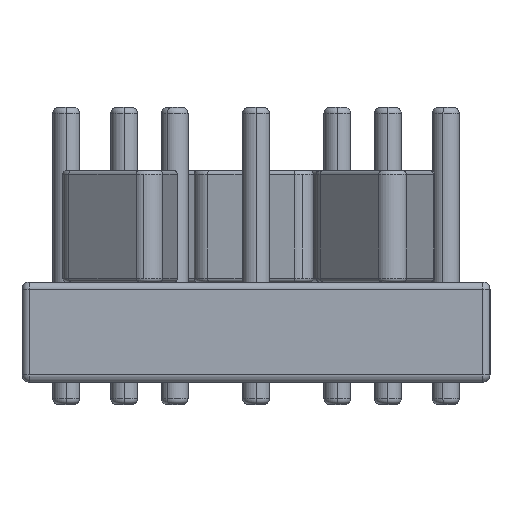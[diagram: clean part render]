
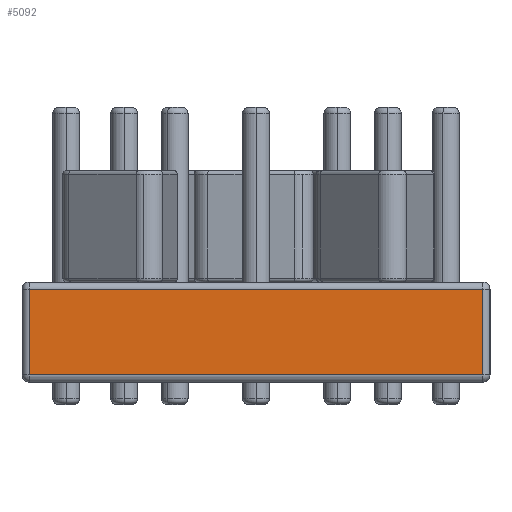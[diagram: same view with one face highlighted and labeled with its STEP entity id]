
A CAD part, left-side view. The second image highlights one B-rep face of the part: STEP entity #5092.
In plain terms, the highlighted planar face has unit normal (-1, 0, 0).
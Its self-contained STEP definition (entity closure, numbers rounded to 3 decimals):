
#39 = CARTESIAN_POINT ( 'NONE',  ( -50.7, -30.5, 13.5 ) ) ;
#246 = EDGE_CURVE ( 'NONE', #5104, #2025, #2475, .T. ) ;
#280 = DIRECTION ( 'NONE',  ( 1., 0., 0. ) ) ;
#496 = ORIENTED_EDGE ( 'NONE', *, *, #246, .T. ) ;
#599 = EDGE_CURVE ( 'NONE', #1053, #5104, #4877, .T. ) ;
#714 = CARTESIAN_POINT ( 'NONE',  ( -50.7, 31.5, 13.5 ) ) ;
#1053 = VERTEX_POINT ( 'NONE', #3022 ) ;
#1176 = VERTEX_POINT ( 'NONE', #5515 ) ;
#1202 = CARTESIAN_POINT ( 'NONE',  ( -50.7, -30.5, 12.5 ) ) ;
#1369 = DIRECTION ( 'NONE',  ( 0., 0., -1. ) ) ;
#1464 = EDGE_LOOP ( 'NONE', ( #2116, #3610, #5238, #496 ) ) ;
#1478 = CARTESIAN_POINT ( 'NONE',  ( -50.7, 31.5, 12.5 ) ) ;
#1725 = CARTESIAN_POINT ( 'NONE',  ( -50.7, 31.5, 1. ) ) ;
#1811 = CARTESIAN_POINT ( 'NONE',  ( -50.7, 30.5, 13.5 ) ) ;
#1812 = EDGE_CURVE ( 'NONE', #2025, #1176, #3016, .T. ) ;
#2025 = VERTEX_POINT ( 'NONE', #2780 ) ;
#2116 = ORIENTED_EDGE ( 'NONE', *, *, #1812, .T. ) ;
#2182 = LINE ( 'NONE', #1725, #2677 ) ;
#2407 = DIRECTION ( 'NONE',  ( 0., 1., 0. ) ) ;
#2475 = LINE ( 'NONE', #1478, #2606 ) ;
#2606 = VECTOR ( 'NONE', #2407, 1000. ) ;
#2677 = VECTOR ( 'NONE', #4411, 1000. ) ;
#2780 = CARTESIAN_POINT ( 'NONE',  ( -50.7, 30.5, 12.5 ) ) ;
#3016 = LINE ( 'NONE', #1811, #3801 ) ;
#3022 = CARTESIAN_POINT ( 'NONE',  ( -50.7, -30.5, 1. ) ) ;
#3024 = VECTOR ( 'NONE', #4183, 1000. ) ;
#3482 = PLANE ( 'NONE',  #5586 ) ;
#3610 = ORIENTED_EDGE ( 'NONE', *, *, #3878, .T. ) ;
#3801 = VECTOR ( 'NONE', #1369, 1000. ) ;
#3878 = EDGE_CURVE ( 'NONE', #1176, #1053, #2182, .T. ) ;
#3941 = DIRECTION ( 'NONE',  ( 0., 0., -1. ) ) ;
#3950 = FACE_OUTER_BOUND ( 'NONE', #1464, .T. ) ;
#4183 = DIRECTION ( 'NONE',  ( 0., 0., 1. ) ) ;
#4411 = DIRECTION ( 'NONE',  ( 0., -1., 0. ) ) ;
#4877 = LINE ( 'NONE', #39, #3024 ) ;
#5092 = ADVANCED_FACE ( 'NONE', ( #3950 ), #3482, .F. ) ;
#5104 = VERTEX_POINT ( 'NONE', #1202 ) ;
#5238 = ORIENTED_EDGE ( 'NONE', *, *, #599, .T. ) ;
#5515 = CARTESIAN_POINT ( 'NONE',  ( -50.7, 30.5, 1. ) ) ;
#5586 = AXIS2_PLACEMENT_3D ( 'NONE', #714, #280, #3941 ) ;
